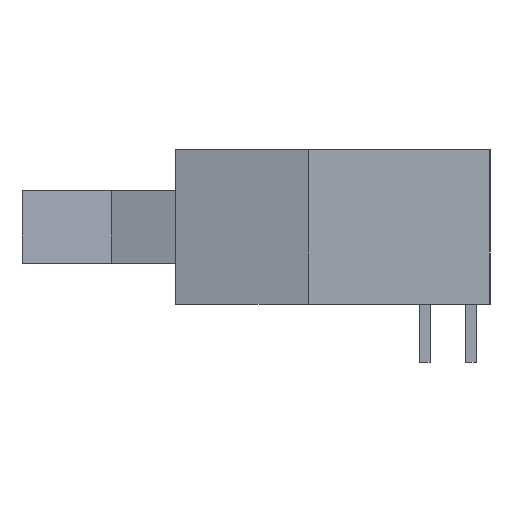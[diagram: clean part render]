
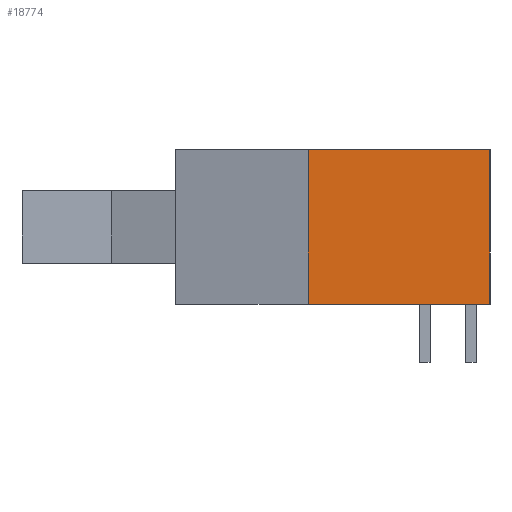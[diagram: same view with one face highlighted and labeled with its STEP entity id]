
A CAD part, left-side view. The second image highlights one B-rep face of the part: STEP entity #18774.
In plain terms, the highlighted planar face has unit normal (-1, 0, 0).
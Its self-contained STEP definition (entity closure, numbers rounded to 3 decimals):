
#18057=CARTESIAN_POINT('',(-41.55,-2.324,-0.0));
#18058=VERTEX_POINT('',#18057);
#18065=CARTESIAN_POINT('',(-41.55,7.676,0.0));
#18066=VERTEX_POINT('',#18065);
#18067=CARTESIAN_POINT('',(-41.55,2.676,0.0));
#18068=DIRECTION('',(0.0,-1.0,-0.0));
#18069=VECTOR('',#18068,1.0);
#18070=LINE('',#18067,#18069);
#18071=EDGE_CURVE('n� 440',#18066,#18058,#18070,.T.);
#18727=CARTESIAN_POINT('',(-41.55,7.676,8.5));
#18728=VERTEX_POINT('',#18727);
#18737=CARTESIAN_POINT('',(-41.55,7.676,4.25));
#18738=DIRECTION('',(0.0,0.0,-1.0));
#18739=VECTOR('',#18738,1.0);
#18740=LINE('',#18737,#18739);
#18741=EDGE_CURVE('n� 437',#18728,#18066,#18740,.T.);
#18751=CARTESIAN_POINT('',(-41.55,-2.324,8.5));
#18752=VERTEX_POINT('',#18751);
#18753=CARTESIAN_POINT('',(-41.55,6.326,8.5));
#18754=DIRECTION('',(0.0,-1.0,0.0));
#18755=VECTOR('',#18754,1.0);
#18756=LINE('',#18753,#18755);
#18757=EDGE_CURVE('n� 78',#18728,#18752,#18756,.T.);
#18758=ORIENTED_EDGE('',*,*,#18757,.F.);
#18759=ORIENTED_EDGE('',*,*,#18741,.T.);
#18760=ORIENTED_EDGE('',*,*,#18071,.T.);
#18761=CARTESIAN_POINT('',(-41.55,-2.324,4.25));
#18762=DIRECTION('',(0.0,0.0,-1.0));
#18763=VECTOR('',#18762,1.0);
#18764=LINE('',#18761,#18763);
#18765=EDGE_CURVE('n� 347',#18752,#18058,#18764,.T.);
#18766=ORIENTED_EDGE('',*,*,#18765,.F.);
#18767=EDGE_LOOP('',(#18758,#18759,#18760,#18766));
#18768=FACE_OUTER_BOUND('',#18767,.T.);
#18769=CARTESIAN_POINT('',(-41.55,7.676,0.0));
#18770=DIRECTION('',(-1.0,0.0,0.0));
#18771=DIRECTION('',(0.0,-1.0,0.0));
#18772=AXIS2_PLACEMENT_3D('',#18769,#18770,#18771);
#18773=PLANE('',#18772);
#18774=ADVANCED_FACE('n� 434',(#18768),#18773,.T.);
